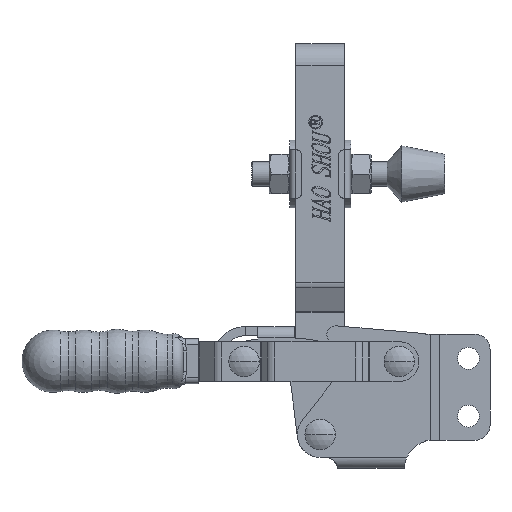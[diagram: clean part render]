
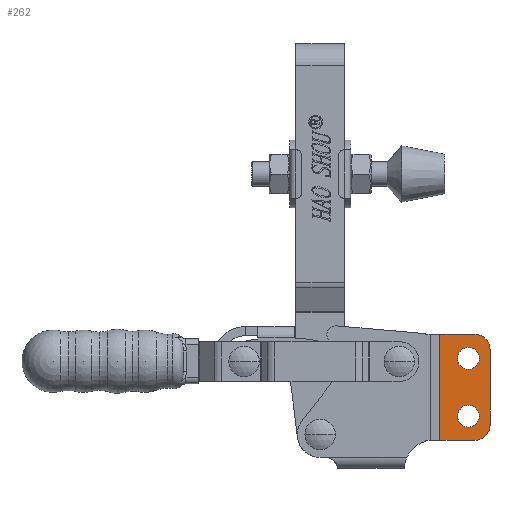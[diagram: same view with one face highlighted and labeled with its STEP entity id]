
A CAD part, left-side view. The second image highlights one B-rep face of the part: STEP entity #262.
In plain terms, the highlighted planar face has unit normal (-1, 0, 0).
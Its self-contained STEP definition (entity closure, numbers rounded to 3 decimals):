
#262 = ADVANCED_FACE ( 'NONE', ( #27093, #27102, #27098 ), #23746, .T. ) ;
#1102 = CARTESIAN_POINT ( 'NONE',  ( -6., -14.142, 6.2 ) ) ;
#1106 = CARTESIAN_POINT ( 'NONE',  ( -6., -19.142, 11.2 ) ) ;
#1107 = CARTESIAN_POINT ( 'NONE',  ( -6., -2.642, 41.1 ) ) ;
#1113 = CARTESIAN_POINT ( 'NONE',  ( -6., -19.142, 36.1 ) ) ;
#1114 = CARTESIAN_POINT ( 'NONE',  ( -6., -14.142, 41.1 ) ) ;
#1119 = CARTESIAN_POINT ( 'NONE',  ( -6., -2.642, 6.2 ) ) ;
#2326 = EDGE_CURVE ( 'NONE', #4392, #4385, #27791, .T. ) ;
#2342 = EDGE_CURVE ( 'NONE', #4389, #4403, #27811, .T. ) ;
#3147 = EDGE_CURVE ( 'NONE', #28077, #28063, #9004, .T. ) ;
#3154 = EDGE_CURVE ( 'NONE', #4403, #4389, #9016, .T. ) ;
#3155 = EDGE_CURVE ( 'NONE', #28063, #28064, #9017, .T. ) ;
#3157 = EDGE_CURVE ( 'NONE', #28072, #28066, #9013, .T. ) ;
#3161 = EDGE_CURVE ( 'NONE', #4385, #4392, #9019, .T. ) ;
#3816 = EDGE_CURVE ( 'NONE', #28064, #28071, #16688, .T. ) ;
#3819 = EDGE_CURVE ( 'NONE', #28071, #28072, #16693, .T. ) ;
#3838 = EDGE_CURVE ( 'NONE', #28077, #28066, #16722, .T. ) ;
#4385 = VERTEX_POINT ( 'NONE', #26541 ) ;
#4389 = VERTEX_POINT ( 'NONE', #26545 ) ;
#4392 = VERTEX_POINT ( 'NONE', #26548 ) ;
#4403 = VERTEX_POINT ( 'NONE', #26559 ) ;
#8026 = DIRECTION ( 'NONE',  ( 0., -1., 0. ) ) ;
#8027 = DIRECTION ( 'NONE',  ( -1., 0., 0. ) ) ;
#8028 = CARTESIAN_POINT ( 'NONE',  ( -6., -12.042, 33.15 ) ) ;
#8076 = DIRECTION ( 'NONE',  ( 0., -1., 0. ) ) ;
#8077 = DIRECTION ( 'NONE',  ( -1., 0., 0. ) ) ;
#8078 = CARTESIAN_POINT ( 'NONE',  ( -6., -12.042, 14.15 ) ) ;
#9004 = LINE ( 'NONE', #9709, #9007 ) ;
#9007 = VECTOR ( 'NONE', #9710, 1000. ) ;
#9013 = LINE ( 'NONE', #9733, #9021 ) ;
#9016 = CIRCLE ( 'NONE', #22514, 3.6 ) ;
#9017 = CIRCLE ( 'NONE', #22516, 5. ) ;
#9019 = CIRCLE ( 'NONE', #22523, 3.6 ) ;
#9021 = VECTOR ( 'NONE', #9728, 1000. ) ;
#9709 = CARTESIAN_POINT ( 'NONE',  ( -6., -14.142, 6.2 ) ) ;
#9710 = DIRECTION ( 'NONE',  ( 0., -1., 0. ) ) ;
#9725 = CARTESIAN_POINT ( 'NONE',  ( -6., -12.042, 33.15 ) ) ;
#9726 = DIRECTION ( 'NONE',  ( -1., 0., 0. ) ) ;
#9727 = DIRECTION ( 'NONE',  ( 0., -1., 0. ) ) ;
#9728 = DIRECTION ( 'NONE',  ( 0., 1., 0. ) ) ;
#9729 = CARTESIAN_POINT ( 'NONE',  ( -6., -14.142, 11.2 ) ) ;
#9730 = DIRECTION ( 'NONE',  ( -1., 0., 0. ) ) ;
#9731 = DIRECTION ( 'NONE',  ( 0., 1., 0. ) ) ;
#9733 = CARTESIAN_POINT ( 'NONE',  ( -6., -2.142, 41.1 ) ) ;
#9746 = CARTESIAN_POINT ( 'NONE',  ( -6., -12.042, 14.15 ) ) ;
#9747 = DIRECTION ( 'NONE',  ( -1., 0., 0. ) ) ;
#9748 = DIRECTION ( 'NONE',  ( 0., -1., 0. ) ) ;
#16688 = LINE ( 'NONE', #26021, #16696 ) ;
#16693 = CIRCLE ( 'NONE', #22583, 5. ) ;
#16696 = VECTOR ( 'NONE', #26045, 1000. ) ;
#16722 = LINE ( 'NONE', #26090, #16728 ) ;
#16728 = VECTOR ( 'NONE', #26094, 1000. ) ;
#20778 = AXIS2_PLACEMENT_3D ( 'NONE', #23749, #23751, #23744 ) ;
#21920 = AXIS2_PLACEMENT_3D ( 'NONE', #8078, #8077, #8076 ) ;
#21950 = AXIS2_PLACEMENT_3D ( 'NONE', #8028, #8027, #8026 ) ;
#22514 = AXIS2_PLACEMENT_3D ( 'NONE', #9725, #9726, #9727 ) ;
#22516 = AXIS2_PLACEMENT_3D ( 'NONE', #9729, #9730, #9731 ) ;
#22523 = AXIS2_PLACEMENT_3D ( 'NONE', #9746, #9747, #9748 ) ;
#22583 = AXIS2_PLACEMENT_3D ( 'NONE', #26051, #26052, #26053 ) ;
#23744 = DIRECTION ( 'NONE',  ( 0., 1., 0. ) ) ;
#23746 = PLANE ( 'NONE',  #20778 ) ;
#23749 = CARTESIAN_POINT ( 'NONE',  ( -6., -14.142, 36.1 ) ) ;
#23751 = DIRECTION ( 'NONE',  ( -1., 0., 0. ) ) ;
#24625 = ORIENTED_EDGE ( 'NONE', *, *, #3154, .F. ) ;
#24626 = ORIENTED_EDGE ( 'NONE', *, *, #2342, .F. ) ;
#24627 = ORIENTED_EDGE ( 'NONE', *, *, #3161, .F. ) ;
#24628 = ORIENTED_EDGE ( 'NONE', *, *, #2326, .F. ) ;
#24629 = ORIENTED_EDGE ( 'NONE', *, *, #3157, .T. ) ;
#24630 = ORIENTED_EDGE ( 'NONE', *, *, #3838, .F. ) ;
#24631 = ORIENTED_EDGE ( 'NONE', *, *, #3147, .T. ) ;
#24632 = ORIENTED_EDGE ( 'NONE', *, *, #3155, .T. ) ;
#24633 = ORIENTED_EDGE ( 'NONE', *, *, #3816, .T. ) ;
#24634 = ORIENTED_EDGE ( 'NONE', *, *, #3819, .T. ) ;
#26021 = CARTESIAN_POINT ( 'NONE',  ( -6., -19.142, 36.1 ) ) ;
#26045 = DIRECTION ( 'NONE',  ( 0., 0., 1. ) ) ;
#26051 = CARTESIAN_POINT ( 'NONE',  ( -6., -14.142, 36.1 ) ) ;
#26052 = DIRECTION ( 'NONE',  ( -1., 0., 0. ) ) ;
#26053 = DIRECTION ( 'NONE',  ( 0., 1., 0. ) ) ;
#26090 = CARTESIAN_POINT ( 'NONE',  ( -6., -2.642, 6.2 ) ) ;
#26094 = DIRECTION ( 'NONE',  ( 0., 0., 1. ) ) ;
#26541 = CARTESIAN_POINT ( 'NONE',  ( -6., -15.642, 14.15 ) ) ;
#26545 = CARTESIAN_POINT ( 'NONE',  ( -6., -8.442, 33.15 ) ) ;
#26548 = CARTESIAN_POINT ( 'NONE',  ( -6., -8.442, 14.15 ) ) ;
#26559 = CARTESIAN_POINT ( 'NONE',  ( -6., -15.642, 33.15 ) ) ;
#27093 = FACE_BOUND ( 'NONE', #28767, .T. ) ;
#27098 = FACE_OUTER_BOUND ( 'NONE', #28757, .T. ) ;
#27102 = FACE_BOUND ( 'NONE', #28822, .T. ) ;
#27791 = CIRCLE ( 'NONE', #21920, 3.6 ) ;
#27811 = CIRCLE ( 'NONE', #21950, 3.6 ) ;
#28063 = VERTEX_POINT ( 'NONE', #1102 ) ;
#28064 = VERTEX_POINT ( 'NONE', #1106 ) ;
#28066 = VERTEX_POINT ( 'NONE', #1107 ) ;
#28071 = VERTEX_POINT ( 'NONE', #1113 ) ;
#28072 = VERTEX_POINT ( 'NONE', #1114 ) ;
#28077 = VERTEX_POINT ( 'NONE', #1119 ) ;
#28757 = EDGE_LOOP ( 'NONE', ( #24629, #24630, #24631, #24632, #24633, #24634 ) ) ;
#28767 = EDGE_LOOP ( 'NONE', ( #24625, #24626 ) ) ;
#28822 = EDGE_LOOP ( 'NONE', ( #24627, #24628 ) ) ;
